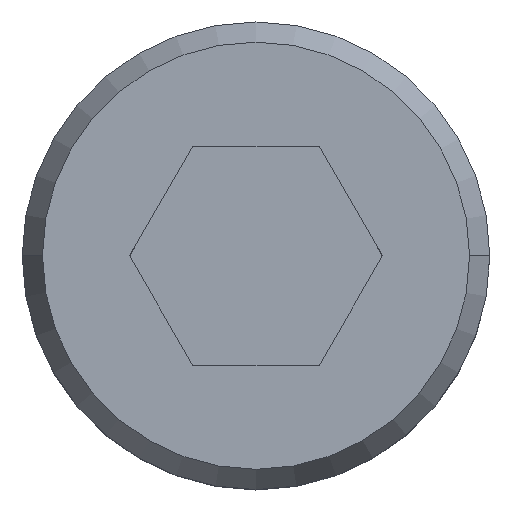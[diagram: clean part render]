
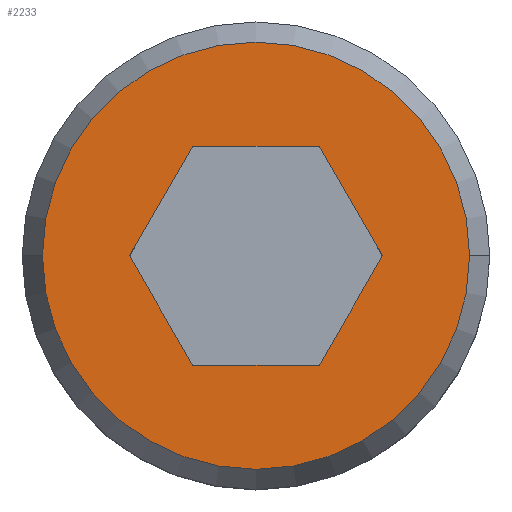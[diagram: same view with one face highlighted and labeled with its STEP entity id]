
A CAD part, top view. The second image highlights one B-rep face of the part: STEP entity #2233.
In plain terms, the highlighted planar face has unit normal (0, 0, 1).
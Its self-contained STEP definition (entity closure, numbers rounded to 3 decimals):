
#125 = CARTESIAN_POINT ( 'NONE',  ( 1.732, 0., 3.8 ) ) ;
#155 = DIRECTION ( 'NONE',  ( -0.5, 0.866, 0. ) ) ;
#287 = ORIENTED_EDGE ( 'NONE', *, *, #2183, .F. ) ;
#467 = CARTESIAN_POINT ( 'NONE',  ( 1.732, 0., 3.8 ) ) ;
#667 = FACE_OUTER_BOUND ( 'NONE', #3305, .T. ) ;
#900 = VECTOR ( 'NONE', #1332, 1000. ) ;
#939 = EDGE_CURVE ( 'NONE', #4171, #2527, #3905, .T. ) ;
#972 = EDGE_CURVE ( 'NONE', #3037, #3457, #2045, .T. ) ;
#1074 = EDGE_LOOP ( 'NONE', ( #2927, #2795, #287, #3633, #3229, #3760 ) ) ;
#1107 = VERTEX_POINT ( 'NONE', #2389 ) ;
#1147 = CARTESIAN_POINT ( 'NONE',  ( -0.866, 1.5, 3.8 ) ) ;
#1181 = VECTOR ( 'NONE', #2026, 1000. ) ;
#1213 = EDGE_CURVE ( 'NONE', #3422, #1107, #1713, .T. ) ;
#1332 = DIRECTION ( 'NONE',  ( 0.5, -0.866, 0. ) ) ;
#1363 = LINE ( 'NONE', #125, #3156 ) ;
#1433 = LINE ( 'NONE', #2777, #4151 ) ;
#1437 = AXIS2_PLACEMENT_3D ( 'NONE', #3309, #3332, #3340 ) ;
#1553 = DIRECTION ( 'NONE',  ( -0.5, -0.866, 0. ) ) ;
#1664 = AXIS2_PLACEMENT_3D ( 'NONE', #3388, #3415, #3419 ) ;
#1680 = EDGE_CURVE ( 'NONE', #3356, #4171, #1363, .T. ) ;
#1713 = CIRCLE ( 'NONE', #1664, 2.923 ) ;
#1762 = LINE ( 'NONE', #1829, #900 ) ;
#1829 = CARTESIAN_POINT ( 'NONE',  ( -1.732, 0., 3.8 ) ) ;
#1925 = VECTOR ( 'NONE', #2287, 1000. ) ;
#1998 = CARTESIAN_POINT ( 'NONE',  ( -1.732, 0., 3.8 ) ) ;
#2010 = CARTESIAN_POINT ( 'NONE',  ( -0.866, -1.5, 3.8 ) ) ;
#2026 = DIRECTION ( 'NONE',  ( -1., 0., 0. ) ) ;
#2045 = LINE ( 'NONE', #2072, #1925 ) ;
#2058 = CARTESIAN_POINT ( 'NONE',  ( 0.866, 1.5, 3.8 ) ) ;
#2063 = VECTOR ( 'NONE', #1553, 1000. ) ;
#2072 = CARTESIAN_POINT ( 'NONE',  ( -0.866, -1.5, 3.8 ) ) ;
#2183 = EDGE_CURVE ( 'NONE', #4179, #3037, #1762, .T. ) ;
#2186 = EDGE_CURVE ( 'NONE', #1107, #3422, #3531, .T. ) ;
#2233 = ADVANCED_FACE ( 'NONE', ( #667, #3427 ), #3756, .T. ) ;
#2287 = DIRECTION ( 'NONE',  ( 1., 0., 0. ) ) ;
#2389 = CARTESIAN_POINT ( 'NONE',  ( -2.923, 0., 3.8 ) ) ;
#2527 = VERTEX_POINT ( 'NONE', #4272 ) ;
#2628 = CARTESIAN_POINT ( 'NONE',  ( 0.866, -1.5, 3.8 ) ) ;
#2712 = DIRECTION ( 'NONE',  ( 1., 0., 0. ) ) ;
#2777 = CARTESIAN_POINT ( 'NONE',  ( 0.866, -1.5, 3.8 ) ) ;
#2795 = ORIENTED_EDGE ( 'NONE', *, *, #972, .F. ) ;
#2927 = ORIENTED_EDGE ( 'NONE', *, *, #3147, .F. ) ;
#3012 = LINE ( 'NONE', #1147, #2063 ) ;
#3037 = VERTEX_POINT ( 'NONE', #2010 ) ;
#3134 = DIRECTION ( 'NONE',  ( 0.5, 0.866, 0. ) ) ;
#3147 = EDGE_CURVE ( 'NONE', #3457, #3356, #1433, .T. ) ;
#3156 = VECTOR ( 'NONE', #155, 1000. ) ;
#3229 = ORIENTED_EDGE ( 'NONE', *, *, #939, .F. ) ;
#3305 = EDGE_LOOP ( 'NONE', ( #4527, #4524 ) ) ;
#3309 = CARTESIAN_POINT ( 'NONE',  ( 0., 0., 3.8 ) ) ;
#3332 = DIRECTION ( 'NONE',  ( 0., 0., 1. ) ) ;
#3340 = DIRECTION ( 'NONE',  ( 1., 0., 0. ) ) ;
#3353 = AXIS2_PLACEMENT_3D ( 'NONE', #3412, #3385, #2712 ) ;
#3356 = VERTEX_POINT ( 'NONE', #467 ) ;
#3373 = EDGE_CURVE ( 'NONE', #2527, #4179, #3012, .T. ) ;
#3385 = DIRECTION ( 'NONE',  ( 0., 0., 1. ) ) ;
#3388 = CARTESIAN_POINT ( 'NONE',  ( 0., 0., 3.8 ) ) ;
#3412 = CARTESIAN_POINT ( 'NONE',  ( 0., 0., 3.8 ) ) ;
#3415 = DIRECTION ( 'NONE',  ( 0., 0., 1. ) ) ;
#3419 = DIRECTION ( 'NONE',  ( 1., 0., 0. ) ) ;
#3422 = VERTEX_POINT ( 'NONE', #4027 ) ;
#3427 = FACE_BOUND ( 'NONE', #1074, .T. ) ;
#3457 = VERTEX_POINT ( 'NONE', #2628 ) ;
#3531 = CIRCLE ( 'NONE', #1437, 2.923 ) ;
#3633 = ORIENTED_EDGE ( 'NONE', *, *, #3373, .F. ) ;
#3756 = PLANE ( 'NONE',  #3353 ) ;
#3760 = ORIENTED_EDGE ( 'NONE', *, *, #1680, .F. ) ;
#3905 = LINE ( 'NONE', #2058, #1181 ) ;
#4027 = CARTESIAN_POINT ( 'NONE',  ( 2.923, 0., 3.8 ) ) ;
#4105 = CARTESIAN_POINT ( 'NONE',  ( 0.866, 1.5, 3.8 ) ) ;
#4151 = VECTOR ( 'NONE', #3134, 1000. ) ;
#4171 = VERTEX_POINT ( 'NONE', #4105 ) ;
#4179 = VERTEX_POINT ( 'NONE', #1998 ) ;
#4272 = CARTESIAN_POINT ( 'NONE',  ( -0.866, 1.5, 3.8 ) ) ;
#4524 = ORIENTED_EDGE ( 'NONE', *, *, #1213, .T. ) ;
#4527 = ORIENTED_EDGE ( 'NONE', *, *, #2186, .T. ) ;
